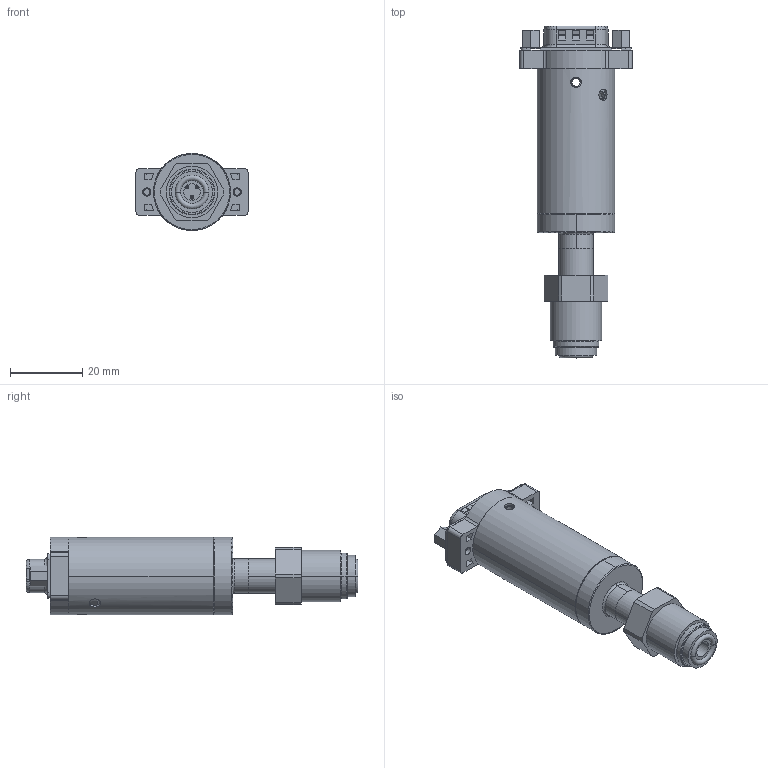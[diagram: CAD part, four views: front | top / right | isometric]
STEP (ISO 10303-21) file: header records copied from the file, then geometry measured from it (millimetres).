
FILE_DESCRIPTION (( 'STEP AP203' ), '1' );
FILE_NAME ('GFD-K-SM.STEP', '2019-08-14T16:41:29', ( '' ), ( '' ), 'SwSTEP 2.0', 'SolidWorks 2019', '' );
FILE_SCHEMA (( 'CONFIG_CONTROL_DESIGN' ));
Length unit declared in the file: inch
Products named in the file (2): GFD-K-SM
Bounding box: 30.99 x 91.79 x 21.34 mm (x, y, z)
Surface area: 11027.4 mm2 (no closed solid volume)
Topology: 0 solids, 27 shells, 330 faces, 1019 edges, 700 vertices
Faces by surface type: plane 133, cylinder 126, cone 38, bspline 25, torus 8
Entity records: 12371 total; most frequent: CARTESIAN_POINT 3386, DIRECTION 1886, ORIENTED_EDGE 1637, EDGE_CURVE 993, VERTEX_POINT 700, AXIS2_PLACEMENT_3D 680, VECTOR 526, LINE 526
